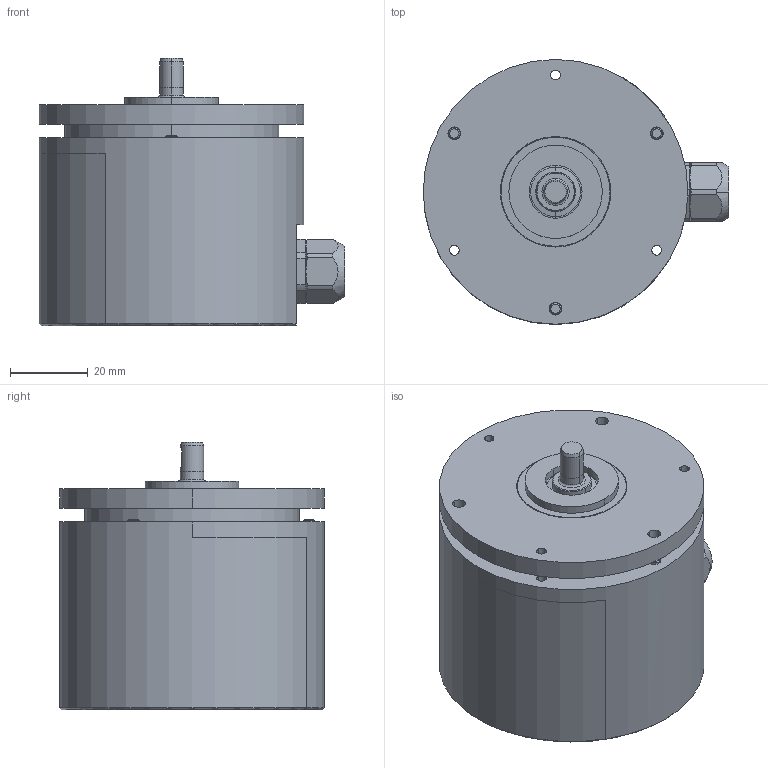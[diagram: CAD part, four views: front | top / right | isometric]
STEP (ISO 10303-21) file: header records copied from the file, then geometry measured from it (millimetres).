
FILE_DESCRIPTION((''),'2;1');
FILE_NAME('507496','2010-11-10T',('se2802'),(''),'PRO/ENGINEER BY PARAMETRIC TECHNOLOGY CORPORATION, 2010180','PRO/ENGINEER BY PARAMETRIC TECHNOLOGY CORPORATION, 2010180','');
FILE_SCHEMA(('CONFIG_CONTROL_DESIGN'));
Length unit declared in the file: millimetre
Products named in the file (1): 507496
Bounding box: 78.5 x 68 x 68.8 mm (x, y, z)
Volume: 133479.7 mm3; surface area: 47662.7 mm2
Topology: 2 solids, 3 shells, 1073 faces, 2855 edges, 1860 vertices
Faces by surface type: plane 356, extrusion 324, cylinder 278, cone 95, torus 14, sphere 6
Entity records: 38182 total; most frequent: CARTESIAN_POINT 12392, ORIENTED_EDGE 5694, DIRECTION 4628, EDGE_CURVE 2847, VERTEX_POINT 1860, AXIS2_PLACEMENT_3D 1584, VECTOR 1460, B_SPLINE_CURVE_WITH_KNOTS 1200
